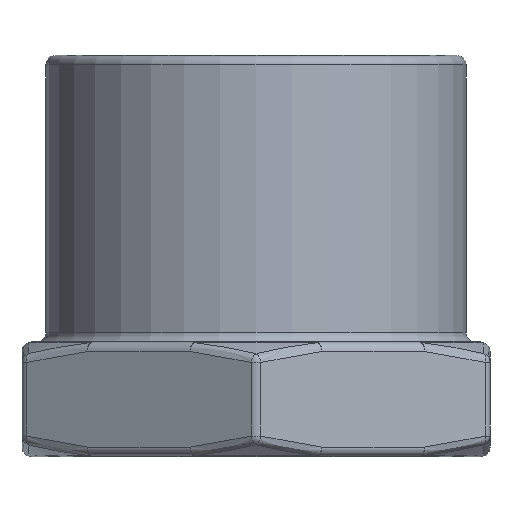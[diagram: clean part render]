
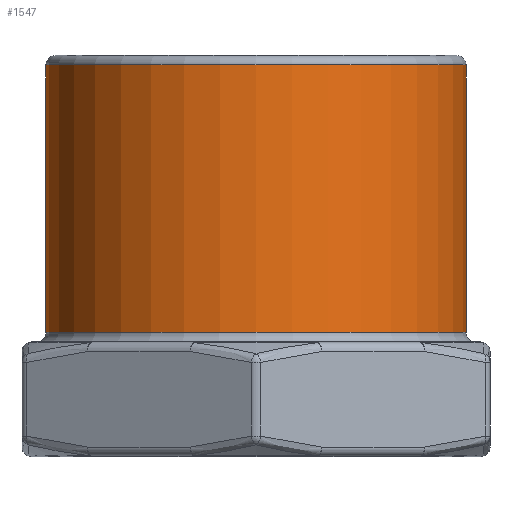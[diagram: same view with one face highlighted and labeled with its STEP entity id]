
A CAD part, left-side view. The second image highlights one B-rep face of the part: STEP entity #1547.
In plain terms, the highlighted cylindrical face has radius 11 mm (diameter 22 mm), a full revolution.
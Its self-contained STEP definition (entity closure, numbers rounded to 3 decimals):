
#137=CYLINDRICAL_SURFACE('',#1794,11.);
#677=ORIENTED_EDGE('',*,*,#693,.T.);
#678=ORIENTED_EDGE('',*,*,#694,.T.);
#693=EDGE_CURVE('',#916,#916,#1031,.T.);
#694=EDGE_CURVE('',#917,#917,#1032,.T.);
#916=VERTEX_POINT('',#2306);
#917=VERTEX_POINT('',#2309);
#1031=CIRCLE('',#1566,11.);
#1032=CIRCLE('',#1568,11.);
#1289=EDGE_LOOP('',(#677));
#1290=EDGE_LOOP('',(#678));
#1413=FACE_BOUND('',#1289,.T.);
#1414=FACE_BOUND('',#1290,.T.);
#1547=ADVANCED_FACE('',(#1413,#1414),#137,.T.);
#1566=AXIS2_PLACEMENT_3D('',#2305,#1803,#1804);
#1568=AXIS2_PLACEMENT_3D('',#2308,#1807,#1808);
#1794=AXIS2_PLACEMENT_3D('',#3379,#2295,#2296);
#1803=DIRECTION('',(0.,0.,1.));
#1804=DIRECTION('',(1.,0.,0.));
#1807=DIRECTION('',(0.,0.,-1.));
#1808=DIRECTION('',(1.,0.,0.));
#2295=DIRECTION('',(0.,0.,-1.));
#2296=DIRECTION('',(-1.,0.,0.));
#2305=CARTESIAN_POINT('',(0.,0.,0.5));
#2306=CARTESIAN_POINT('',(11.,0.,0.5));
#2308=CARTESIAN_POINT('',(0.,0.,14.5));
#2309=CARTESIAN_POINT('',(11.,0.,14.5));
#3379=CARTESIAN_POINT('',(0.,0.,0.));
